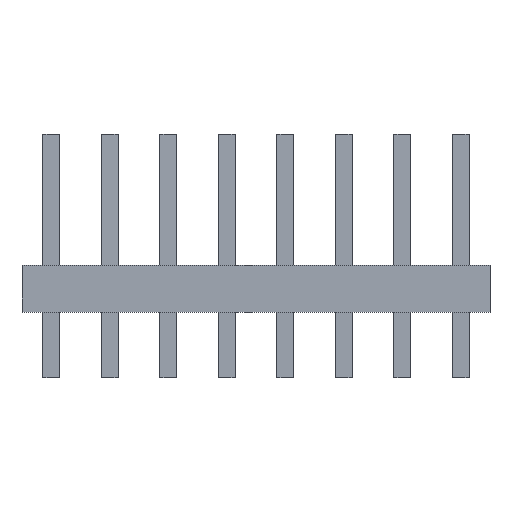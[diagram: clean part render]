
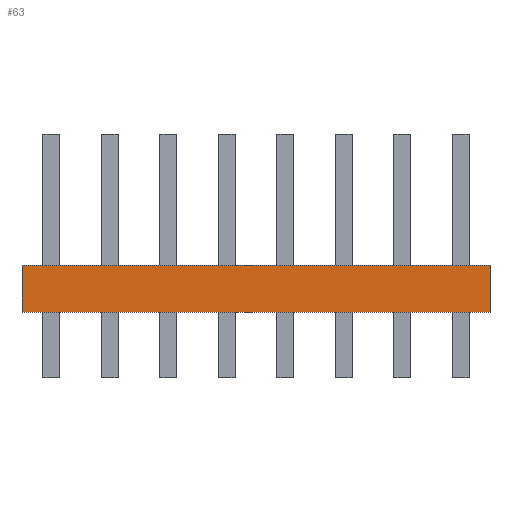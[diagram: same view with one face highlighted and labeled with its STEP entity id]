
A CAD part, front view. The second image highlights one B-rep face of the part: STEP entity #63.
In plain terms, the highlighted planar face has unit normal (0, -1, 0).
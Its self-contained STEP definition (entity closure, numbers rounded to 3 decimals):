
#63=ADVANCED_FACE('',(#195),#196,.T.);
#195=FACE_OUTER_BOUND('',#407,.T.);
#196=PLANE('',#408);
#407=EDGE_LOOP('',(#776,#777,#778,#779));
#408=AXIS2_PLACEMENT_3D('',#780,#781,#782);
#776=ORIENTED_EDGE('',*,*,#1451,.T.);
#777=ORIENTED_EDGE('',*,*,#1449,.T.);
#778=ORIENTED_EDGE('',*,*,#1442,.F.);
#779=ORIENTED_EDGE('',*,*,#1347,.F.);
#780=CARTESIAN_POINT('',(-15.85,-3.175,0.0));
#781=DIRECTION('',(0.0,-1.0,0.0));
#782=DIRECTION('',(0.0,0.0,-1.0));
#1347=EDGE_CURVE('',#1590,#1592,#1593,.T.);
#1442=EDGE_CURVE('',#1592,#1774,#1775,.T.);
#1449=EDGE_CURVE('',#1784,#1774,#1785,.T.);
#1451=EDGE_CURVE('',#1590,#1784,#1787,.T.);
#1590=VERTEX_POINT('',#1993);
#1592=VERTEX_POINT('',#1996);
#1593=LINE('',#1997,#1998);
#1774=VERTEX_POINT('',#2273);
#1775=LINE('',#2274,#2275);
#1784=VERTEX_POINT('',#2290);
#1785=LINE('',#2291,#2292);
#1787=LINE('',#2295,#2296);
#1993=CARTESIAN_POINT('',(-15.85,-3.175,0.0));
#1996=CARTESIAN_POINT('',(15.85,-3.175,0.0));
#1997=CARTESIAN_POINT('',(-15.85,-3.175,0.0));
#1998=VECTOR('',#2627,31.699);
#2273=CARTESIAN_POINT('',(15.85,-3.175,-3.175));
#2274=CARTESIAN_POINT('',(15.85,-3.175,0.0));
#2275=VECTOR('',#2722,3.175);
#2290=CARTESIAN_POINT('',(-15.85,-3.175,-3.175));
#2291=CARTESIAN_POINT('',(-15.85,-3.175,-3.175));
#2292=VECTOR('',#2729,31.699);
#2295=CARTESIAN_POINT('',(-15.85,-3.175,0.0));
#2296=VECTOR('',#2731,3.175);
#2627=DIRECTION('',(1.0,0.0,0.0));
#2722=DIRECTION('',(0.0,0.0,-1.0));
#2729=DIRECTION('',(1.0,0.0,0.0));
#2731=DIRECTION('',(0.0,0.0,-1.0));
